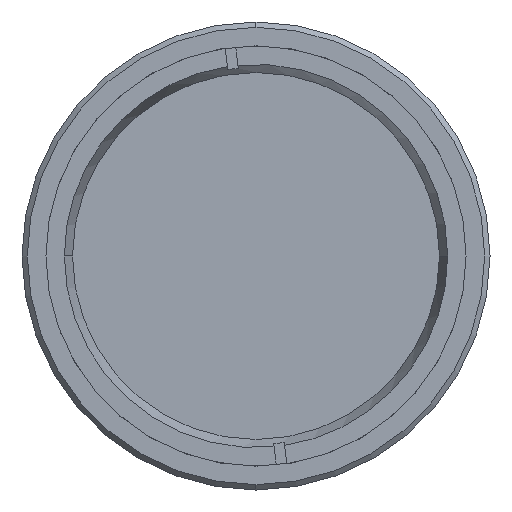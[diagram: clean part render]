
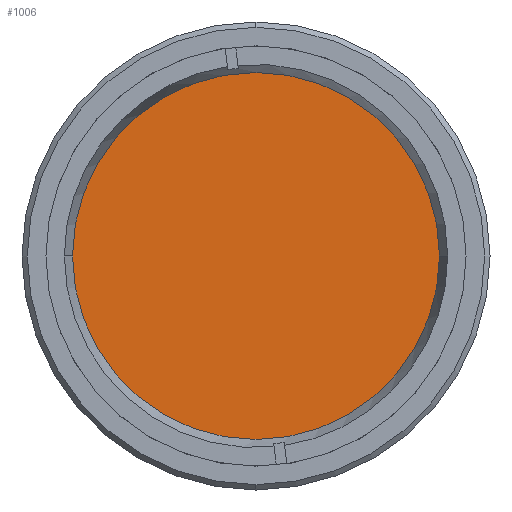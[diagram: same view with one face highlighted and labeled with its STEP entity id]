
A CAD part, left-side view. The second image highlights one B-rep face of the part: STEP entity #1006.
In plain terms, the highlighted planar face has unit normal (-1, 0, 0).
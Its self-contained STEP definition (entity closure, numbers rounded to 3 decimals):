
#119 = DIRECTION ( 'NONE',  ( 0., -1., 0. ) ) ;
#384 = DIRECTION ( 'NONE',  ( 1., 0., 0. ) ) ;
#536 = DIRECTION ( 'NONE',  ( 0., 0., -1. ) ) ;
#642 = DIRECTION ( 'NONE',  ( 1., 0., 0. ) ) ;
#701 = PLANE ( 'NONE',  #2145 ) ;
#760 = AXIS2_PLACEMENT_3D ( 'NONE', #1119, #642, #119 ) ;
#782 = EDGE_CURVE ( 'NONE', #2074, #2147, #1472, .T. ) ;
#954 = CIRCLE ( 'NONE', #1891, 17.25 ) ;
#1006 = ADVANCED_FACE ( 'NONE', ( #2064 ), #701, .F. ) ;
#1049 = EDGE_LOOP ( 'NONE', ( #1592, #1802 ) ) ;
#1098 = CARTESIAN_POINT ( 'NONE',  ( 4.274, -17.25, 0. ) ) ;
#1112 = EDGE_CURVE ( 'NONE', #2147, #2074, #954, .T. ) ;
#1119 = CARTESIAN_POINT ( 'NONE',  ( 4.274, 0., 0. ) ) ;
#1162 = DIRECTION ( 'NONE',  ( 1., 0., 0. ) ) ;
#1472 = CIRCLE ( 'NONE', #760, 17.25 ) ;
#1518 = CARTESIAN_POINT ( 'NONE',  ( 4.274, -17.457, 17.457 ) ) ;
#1592 = ORIENTED_EDGE ( 'NONE', *, *, #1112, .F. ) ;
#1802 = ORIENTED_EDGE ( 'NONE', *, *, #782, .F. ) ;
#1891 = AXIS2_PLACEMENT_3D ( 'NONE', #1896, #384, #1916 ) ;
#1896 = CARTESIAN_POINT ( 'NONE',  ( 4.274, 0., 0. ) ) ;
#1916 = DIRECTION ( 'NONE',  ( 0., -1., 0. ) ) ;
#1919 = CARTESIAN_POINT ( 'NONE',  ( 4.274, 17.25, 0. ) ) ;
#2064 = FACE_OUTER_BOUND ( 'NONE', #1049, .T. ) ;
#2074 = VERTEX_POINT ( 'NONE', #1919 ) ;
#2145 = AXIS2_PLACEMENT_3D ( 'NONE', #1518, #1162, #536 ) ;
#2147 = VERTEX_POINT ( 'NONE', #1098 ) ;
